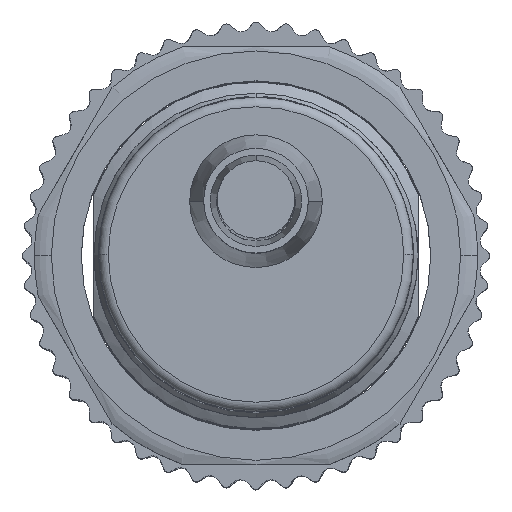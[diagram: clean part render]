
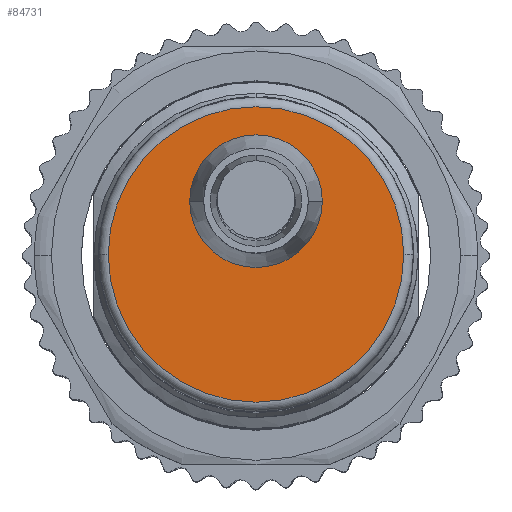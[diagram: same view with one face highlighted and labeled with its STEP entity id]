
A CAD part, top view. The second image highlights one B-rep face of the part: STEP entity #84731.
In plain terms, the highlighted planar face has unit normal (0, 0, 1).
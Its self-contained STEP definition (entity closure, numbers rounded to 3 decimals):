
#83549=CARTESIAN_POINT('',(0.,0.,2.));
#83550=DIRECTION('',(0.,0.,1.));
#83551=DIRECTION('',(0.,-1.,0.));
#83552=AXIS2_PLACEMENT_3D('',#83549,#83550,#83551);
#83554=CARTESIAN_POINT('',(0.,0.,2.));
#83555=DIRECTION('',(0.,0.,1.));
#83556=DIRECTION('',(0.,1.,0.));
#83557=AXIS2_PLACEMENT_3D('',#83554,#83555,#83556);
#83559=CARTESIAN_POINT('',(-2.75,0.,2.));
#83560=DIRECTION('',(0.,0.,1.));
#83561=DIRECTION('',(0.,-1.,0.));
#83562=AXIS2_PLACEMENT_3D('',#83559,#83560,#83561);
#83564=CARTESIAN_POINT('',(-2.75,0.,2.));
#83565=DIRECTION('',(0.,0.,1.));
#83566=DIRECTION('',(0.,1.,0.));
#83567=AXIS2_PLACEMENT_3D('',#83564,#83565,#83566);
#84367=CARTESIAN_POINT('',(0.,-7.625,2.));
#84368=CARTESIAN_POINT('',(0.,7.625,2.));
#84369=VERTEX_POINT('',#84367);
#84370=VERTEX_POINT('',#84368);
#84485=CARTESIAN_POINT('',(-2.75,-2.815,2.));
#84486=CARTESIAN_POINT('',(-2.75,2.815,2.));
#84487=VERTEX_POINT('',#84485);
#84488=VERTEX_POINT('',#84486);
#84715=CARTESIAN_POINT('',(0.,0.,2.));
#84716=DIRECTION('',(0.,0.,1.));
#84717=DIRECTION('',(0.,1.,0.));
#84718=AXIS2_PLACEMENT_3D('',#84715,#84716,#84717);
#84719=PLANE('',#84718);
#84721=ORIENTED_EDGE('',*,*,#84720,.F.);
#84723=ORIENTED_EDGE('',*,*,#84722,.F.);
#84724=EDGE_LOOP('',(#84721,#84723));
#84725=FACE_OUTER_BOUND('',#84724,.F.);
#84726=ORIENTED_EDGE('',*,*,#84705,.T.);
#84728=ORIENTED_EDGE('',*,*,#84727,.T.);
#84729=EDGE_LOOP('',(#84726,#84728));
#84730=FACE_BOUND('',#84729,.F.);
#84731=ADVANCED_FACE('',(#84725,#84730),#84719,.T.);
#83553=CIRCLE('',#83552,7.625);
#83558=CIRCLE('',#83557,7.625);
#83563=CIRCLE('',#83562,2.815);
#83568=CIRCLE('',#83567,2.815);
#84705=EDGE_CURVE('',#84487,#84488,#83563,.T.);
#84720=EDGE_CURVE('',#84369,#84370,#83553,.T.);
#84722=EDGE_CURVE('',#84370,#84369,#83558,.T.);
#84727=EDGE_CURVE('',#84488,#84487,#83568,.T.);
